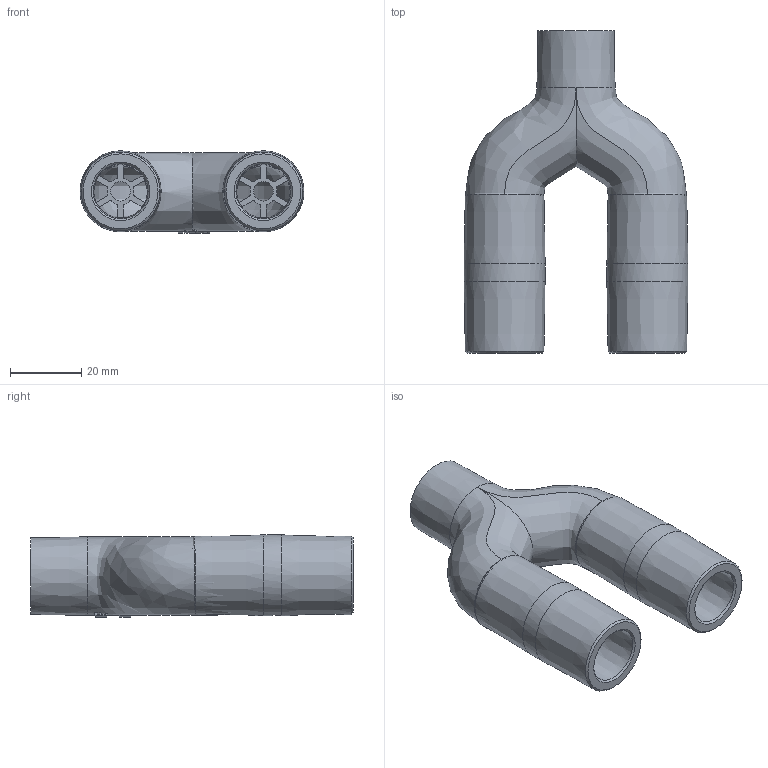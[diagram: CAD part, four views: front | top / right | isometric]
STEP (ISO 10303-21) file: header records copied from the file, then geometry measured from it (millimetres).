
FILE_DESCRIPTION(/* description */ (''),/* implementation_level */ '2;1');
FILE_NAME(/* name */ '2Way_WYE_V1 v3.step',/* time_stamp */ '2020-04-07T09:07:06+01:00',/* author */ (''),/* organization */ (''),/* preprocessor_version */ 'ST-DEVELOPER v18',/* originating_system */ 'Autodesk Translation Framework v8.12.0.6',/* authorisation */ '');
FILE_SCHEMA (('AUTOMOTIVE_DESIGN { 1 0 10303 214 3 1 1 }'));
Length unit declared in the file: millimetre
Products named in the file (2): 2Way_WYE_V1; one-way valve body V3_Unthreaded
Assembly tree (1 placements, depth 2):
  2Way_WYE_V1
    one-way valve body V3_Unthreaded
Bounding box: 62.7 x 90.27 x 23.07 mm (x, y, z)
Volume: 38312.3 mm3; surface area: 26316.1 mm2
Topology: 3 solids, 3 shells, 292 faces, 787 edges, 504 vertices
Faces by surface type: plane 160, cylinder 78, cone 29, torus 14, bspline 11
Full cylindrical faces by diameter (mm): 5.5 x2, 20.5 x2
Entity records: 31923 total; most frequent: CARTESIAN_POINT 24632, ORIENTED_EDGE 1574, DIRECTION 1452, EDGE_CURVE 787, AXIS2_PLACEMENT_3D 528, VERTEX_POINT 504, LINE 396, VECTOR 396
